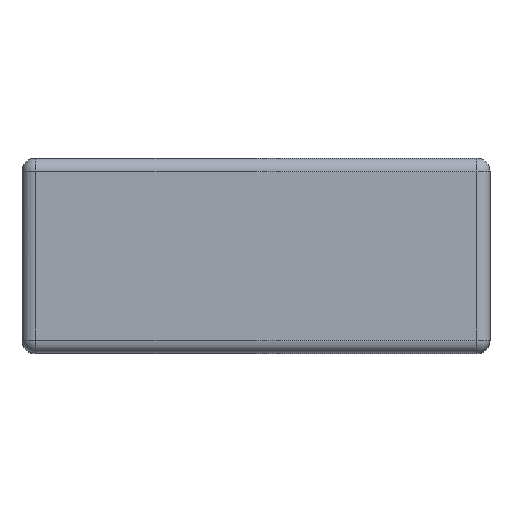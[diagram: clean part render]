
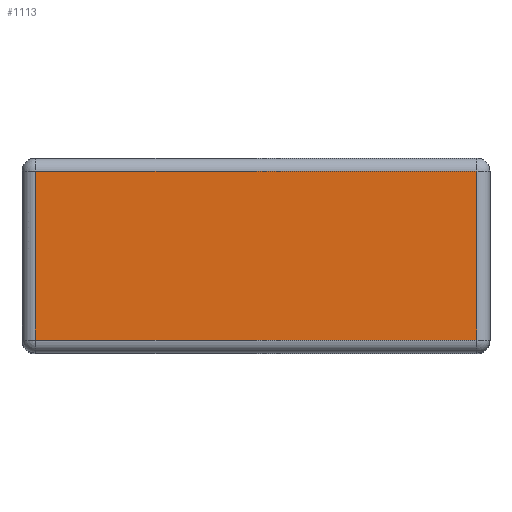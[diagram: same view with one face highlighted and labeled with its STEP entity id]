
A CAD part, top view. The second image highlights one B-rep face of the part: STEP entity #1113.
In plain terms, the highlighted planar face has unit normal (0, 0, 1).
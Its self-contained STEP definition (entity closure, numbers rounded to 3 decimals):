
#616 = VERTEX_POINT('',#617);
#617 = CARTESIAN_POINT('',(3.4,-1.3,7.5));
#756 = EDGE_CURVE('',#757,#616,#759,.T.);
#757 = VERTEX_POINT('',#758);
#758 = CARTESIAN_POINT('',(-3.4,-1.3,7.5));
#759 = LINE('',#760,#761);
#760 = CARTESIAN_POINT('',(-3.4,-1.3,7.5));
#761 = VECTOR('',#762,1.);
#762 = DIRECTION('',(1.,0.,0.));
#953 = VERTEX_POINT('',#954);
#954 = CARTESIAN_POINT('',(3.4,1.3,7.5));
#961 = EDGE_CURVE('',#616,#953,#962,.T.);
#962 = LINE('',#963,#964);
#963 = CARTESIAN_POINT('',(3.4,-1.3,7.5));
#964 = VECTOR('',#965,1.);
#965 = DIRECTION('',(0.,1.,0.));
#1113 = ADVANCED_FACE('',(#1114),#1132,.T.);
#1114 = FACE_BOUND('',#1115,.T.);
#1115 = EDGE_LOOP('',(#1116,#1124,#1125,#1126));
#1116 = ORIENTED_EDGE('',*,*,#1117,.F.);
#1117 = EDGE_CURVE('',#757,#1118,#1120,.T.);
#1118 = VERTEX_POINT('',#1119);
#1119 = CARTESIAN_POINT('',(-3.4,1.3,7.5));
#1120 = LINE('',#1121,#1122);
#1121 = CARTESIAN_POINT('',(-3.4,-1.3,7.5));
#1122 = VECTOR('',#1123,1.);
#1123 = DIRECTION('',(0.,1.,0.));
#1124 = ORIENTED_EDGE('',*,*,#756,.T.);
#1125 = ORIENTED_EDGE('',*,*,#961,.T.);
#1126 = ORIENTED_EDGE('',*,*,#1127,.F.);
#1127 = EDGE_CURVE('',#1118,#953,#1128,.T.);
#1128 = LINE('',#1129,#1130);
#1129 = CARTESIAN_POINT('',(-3.4,1.3,7.5));
#1130 = VECTOR('',#1131,1.);
#1131 = DIRECTION('',(1.,0.,0.));
#1132 = PLANE('',#1133);
#1133 = AXIS2_PLACEMENT_3D('',#1134,#1135,#1136);
#1134 = CARTESIAN_POINT('',(-3.4,-1.3,7.5));
#1135 = DIRECTION('',(0.,0.,1.));
#1136 = DIRECTION('',(1.,0.,0.));
